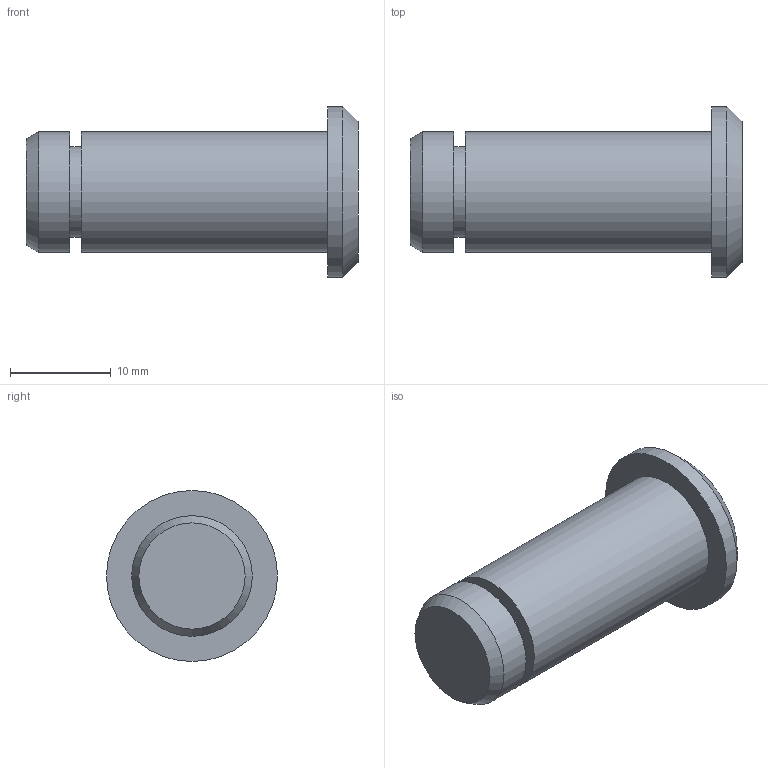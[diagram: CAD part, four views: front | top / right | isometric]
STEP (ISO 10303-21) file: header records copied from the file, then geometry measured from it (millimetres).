
FILE_DESCRIPTION (( 'STEP AP214' ), '1' );
FILE_NAME ('76.04.05.0004.step', '2021-04-02T18:04:50', ( '' ), ( '' ), 'SwSTEP 2.0', 'SolidWorks 2021', '' );
FILE_SCHEMA (( 'AUTOMOTIVE_DESIGN' ));
Length unit declared in the file: millimetre
Products named in the file (1): 76.04.05.0004
Bounding box: 33 x 17 x 17 mm (x, y, z)
Volume: 3944.1 mm3; surface area: 1761.9 mm2
Topology: 1 solids, 1 shells, 11 faces, 16 edges, 10 vertices
Faces by surface type: plane 5, cylinder 4, cone 2
Full cylindrical faces by diameter (mm): 9 x1, 12 x2, 17 x1
Entity records: 248 total; most frequent: DIRECTION 44, CARTESIAN_POINT 32, AXIS2_PLACEMENT_3D 22, ORIENTED_EDGE 20, EDGE_LOOP 20, FACE_OUTER_BOUND 15, ADVANCED_FACE 11, EDGE_CURVE 10
